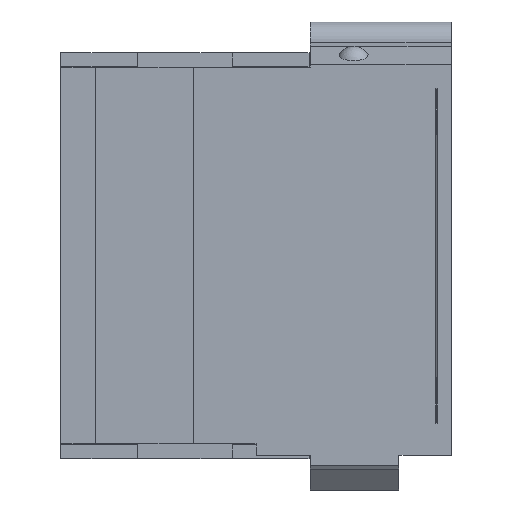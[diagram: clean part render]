
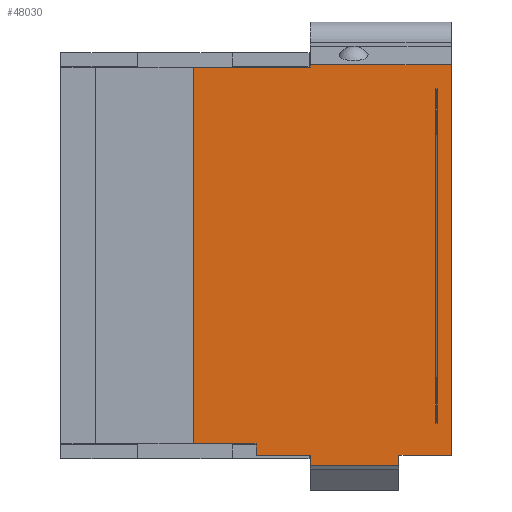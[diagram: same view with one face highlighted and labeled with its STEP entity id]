
A CAD part, front view. The second image highlights one B-rep face of the part: STEP entity #48030.
In plain terms, the highlighted planar face has unit normal (0, -1, 0).
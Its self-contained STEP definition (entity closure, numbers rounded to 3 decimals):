
#1268=DIRECTION('',(0.,0.,-1.));
#1269=VECTOR('',#1268,0.2);
#1270=CARTESIAN_POINT('',(3.9,0.,13.7));
#1271=LINE('',#1270,#1269);
#1645=DIRECTION('',(0.,0.,1.));
#1646=VECTOR('',#1645,0.8);
#1647=CARTESIAN_POINT('',(0.,0.,-14.3));
#1648=LINE('',#1647,#1646);
#1649=DIRECTION('',(1.,0.,0.));
#1650=VECTOR('',#1649,10.1);
#1651=CARTESIAN_POINT('',(3.9,0.,13.7));
#1652=LINE('',#1651,#1650);
#1653=DIRECTION('',(0.,0.,-1.));
#1654=VECTOR('',#1653,28.);
#1655=CARTESIAN_POINT('',(14.,0.,13.7));
#1656=LINE('',#1655,#1654);
#1657=DIRECTION('',(-1.,0.,0.));
#1658=VECTOR('',#1657,3.75);
#1659=CARTESIAN_POINT('',(14.,0.,-14.3));
#1660=LINE('',#1659,#1658);
#1661=DIRECTION('',(0.,0.,1.));
#1662=VECTOR('',#1661,0.732);
#1663=CARTESIAN_POINT('',(10.25,0.,-15.032));
#1664=LINE('',#1663,#1662);
#1665=DIRECTION('',(-1.,0.,0.));
#1666=VECTOR('',#1665,6.35);
#1667=CARTESIAN_POINT('',(10.25,0.,-15.032));
#1668=LINE('',#1667,#1666);
#1669=DIRECTION('',(0.,0.,1.));
#1670=VECTOR('',#1669,0.732);
#1671=CARTESIAN_POINT('',(3.9,0.,-15.032));
#1672=LINE('',#1671,#1670);
#1673=DIRECTION('',(1.,0.,0.));
#1674=VECTOR('',#1673,3.9);
#1675=CARTESIAN_POINT('',(0.,0.,-14.3));
#1676=LINE('',#1675,#1674);
#1677=DIRECTION('',(-1.,0.,0.));
#1678=VECTOR('',#1677,4.5);
#1679=CARTESIAN_POINT('',(0.,0.,-13.5));
#1680=LINE('',#1679,#1678);
#1681=DIRECTION('',(0.,0.,1.));
#1682=VECTOR('',#1681,24.);
#1683=CARTESIAN_POINT('',(12.9,0.,-12.));
#1684=LINE('',#1683,#1682);
#1685=DIRECTION('',(0.,0.,1.));
#1686=VECTOR('',#1685,24.);
#1687=CARTESIAN_POINT('',(13.,0.,-12.));
#1688=LINE('',#1687,#1686);
#1689=DIRECTION('',(0.,0.,-1.));
#1690=VECTOR('',#1689,27.);
#1691=CARTESIAN_POINT('',(-4.5,0.,13.5));
#1692=LINE('',#1691,#1690);
#1717=DIRECTION('',(1.,0.,0.));
#1718=VECTOR('',#1717,8.4);
#1719=CARTESIAN_POINT('',(-4.5,0.,13.5));
#1720=LINE('',#1719,#1718);
#1938=DIRECTION('',(1.,0.,0.));
#1939=VECTOR('',#1938,0.1);
#1940=CARTESIAN_POINT('',(12.9,0.,12.));
#1941=LINE('',#1940,#1939);
#1978=DIRECTION('',(-1.,0.,0.));
#1979=VECTOR('',#1978,0.1);
#1980=CARTESIAN_POINT('',(13.,0.,-12.));
#1981=LINE('',#1980,#1979);
#36174=CARTESIAN_POINT('',(3.9,0.,13.7));
#36175=VERTEX_POINT('',#36174);
#36210=CARTESIAN_POINT('',(14.,0.,13.7));
#36211=VERTEX_POINT('',#36210);
#36216=CARTESIAN_POINT('',(3.9,0.,13.5));
#36217=VERTEX_POINT('',#36216);
#36218=CARTESIAN_POINT('',(0.,0.,-13.5));
#36220=VERTEX_POINT('',#36218);
#36224=CARTESIAN_POINT('',(0.,0.,-14.3));
#36225=CARTESIAN_POINT('',(3.9,0.,-14.3));
#36226=VERTEX_POINT('',#36224);
#36227=VERTEX_POINT('',#36225);
#36228=CARTESIAN_POINT('',(3.9,0.,-15.032));
#36229=VERTEX_POINT('',#36228);
#36230=CARTESIAN_POINT('',(10.25,0.,-15.032));
#36231=CARTESIAN_POINT('',(10.25,0.,-14.3));
#36232=VERTEX_POINT('',#36230);
#36233=VERTEX_POINT('',#36231);
#36234=CARTESIAN_POINT('',(14.,0.,-14.3));
#36235=VERTEX_POINT('',#36234);
#36385=CARTESIAN_POINT('',(13.,0.,-12.));
#36386=CARTESIAN_POINT('',(13.,0.,12.));
#36387=VERTEX_POINT('',#36385);
#36388=VERTEX_POINT('',#36386);
#36669=CARTESIAN_POINT('',(-4.5,0.,-13.5));
#36671=VERTEX_POINT('',#36669);
#36677=CARTESIAN_POINT('',(-4.5,0.,13.5));
#36679=VERTEX_POINT('',#36677);
#43241=CARTESIAN_POINT('',(12.9,0.,-12.));
#43243=VERTEX_POINT('',#43241);
#43253=CARTESIAN_POINT('',(12.9,0.,12.));
#43255=VERTEX_POINT('',#43253);
#47995=CARTESIAN_POINT('',(-14.,0.,-13.5));
#47996=DIRECTION('',(0.,-1.,0.));
#47997=DIRECTION('',(1.,0.,0.));
#47998=AXIS2_PLACEMENT_3D('',#47995,#47996,#47997);
#47999=PLANE('',#47998);
#48001=ORIENTED_EDGE('',*,*,#48000,.F.);
#48003=ORIENTED_EDGE('',*,*,#48002,.T.);
#48004=ORIENTED_EDGE('',*,*,#47486,.F.);
#48006=ORIENTED_EDGE('',*,*,#48005,.T.);
#48007=ORIENTED_EDGE('',*,*,#47746,.T.);
#48008=ORIENTED_EDGE('',*,*,#47873,.T.);
#48010=ORIENTED_EDGE('',*,*,#48009,.F.);
#48012=ORIENTED_EDGE('',*,*,#48011,.T.);
#48014=ORIENTED_EDGE('',*,*,#48013,.T.);
#48015=ORIENTED_EDGE('',*,*,#47865,.F.);
#48016=ORIENTED_EDGE('',*,*,#47990,.T.);
#48017=ORIENTED_EDGE('',*,*,#45900,.T.);
#48018=EDGE_LOOP('',(#48001,#48003,#48004,#48006,#48007,#48008,#48010,#48012,
#48014,#48015,#48016,#48017));
#48019=FACE_OUTER_BOUND('',#48018,.F.);
#48021=ORIENTED_EDGE('',*,*,#48020,.F.);
#48023=ORIENTED_EDGE('',*,*,#48022,.F.);
#48025=ORIENTED_EDGE('',*,*,#48024,.F.);
#48027=ORIENTED_EDGE('',*,*,#48026,.T.);
#48028=EDGE_LOOP('',(#48021,#48023,#48025,#48027));
#48029=FACE_BOUND('',#48028,.F.);
#48030=ADVANCED_FACE('',(#48019,#48029),#47999,.T.);
#45900=EDGE_CURVE('',#36220,#36671,#1680,.T.);
#47486=EDGE_CURVE('',#36175,#36217,#1271,.T.);
#47746=EDGE_CURVE('',#36211,#36235,#1656,.T.);
#47865=EDGE_CURVE('',#36226,#36227,#1676,.T.);
#47873=EDGE_CURVE('',#36235,#36233,#1660,.T.);
#47990=EDGE_CURVE('',#36226,#36220,#1648,.T.);
#48000=EDGE_CURVE('',#36679,#36671,#1692,.T.);
#48002=EDGE_CURVE('',#36679,#36217,#1720,.T.);
#48005=EDGE_CURVE('',#36175,#36211,#1652,.T.);
#48009=EDGE_CURVE('',#36232,#36233,#1664,.T.);
#48011=EDGE_CURVE('',#36232,#36229,#1668,.T.);
#48013=EDGE_CURVE('',#36229,#36227,#1672,.T.);
#48020=EDGE_CURVE('',#43255,#36388,#1941,.T.);
#48022=EDGE_CURVE('',#43243,#43255,#1684,.T.);
#48024=EDGE_CURVE('',#36387,#43243,#1981,.T.);
#48026=EDGE_CURVE('',#36387,#36388,#1688,.T.);
